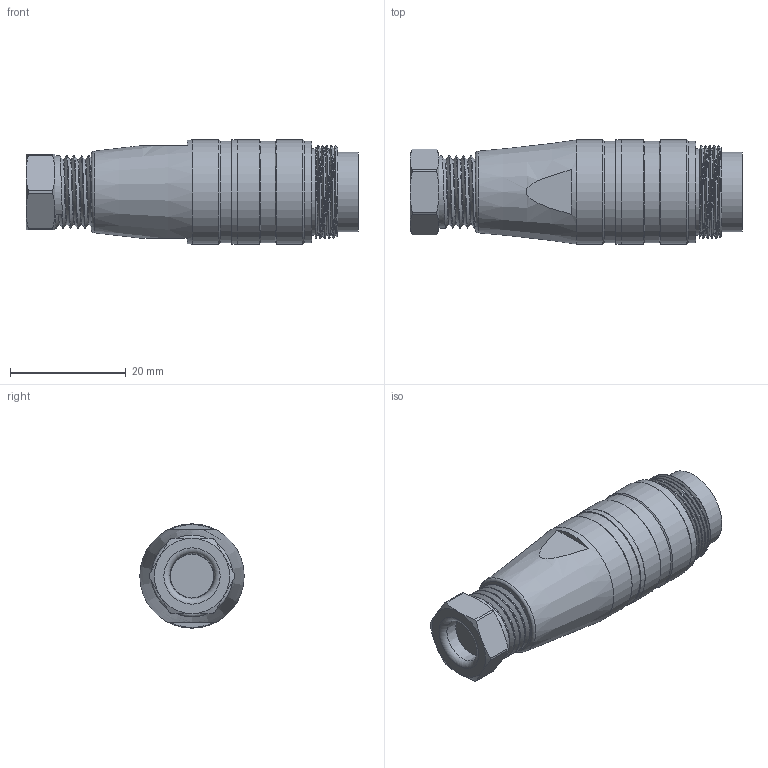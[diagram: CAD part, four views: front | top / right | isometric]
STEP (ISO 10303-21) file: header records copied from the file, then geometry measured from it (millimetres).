
FILE_DESCRIPTION(/* description */ (''),/* implementation_level */ '2;1');
FILE_NAME(/* name */ 'c091 11h003 000 2nxc001-01.stp',/* time_stamp */ '2019-07-08T12:55:11+02:00',/* author */ (''),/* organization */ (''),/* preprocessor_version */ 'ST-DEVELOPER v16.7',/* originating_system */ 'SIEMENS PLM Software NX 12.0',/* authorisation */ '');
FILE_SCHEMA (('AUTOMOTIVE_DESIGN { 1 0 10303 214 3 1 1 1 }'));
Length unit declared in the file: millimetre
Products named in the file (1): c091 11h003 000 2nxc001-01
Bounding box: 57.3 x 18 x 18 mm (x, y, z)
Volume: 11591 mm3; surface area: 6804.4 mm2
Topology: 8 solids, 8 shells, 213 faces, 524 edges, 330 vertices
Faces by surface type: plane 90, cylinder 77, cone 17, sphere 12, torus 11, bspline 6
Full cylindrical faces by diameter (mm): 1.51 x2, 2 x2, 2.2 x2, 6 x1, 8 x2, 10.7 x1, 11 x2, 12.5 x5, 13.8 x1, 15 x1, 17.6 x3, 17.96 x1, 18 x3
Entity records: 8131 total; most frequent: CARTESIAN_POINT 2651, DIRECTION 1004, ORIENTED_EDGE 924, EDGE_CURVE 462, AXIS2_PLACEMENT_3D 402, VERTEX_POINT 311, EDGE_LOOP 270, ADVANCED_FACE 209
